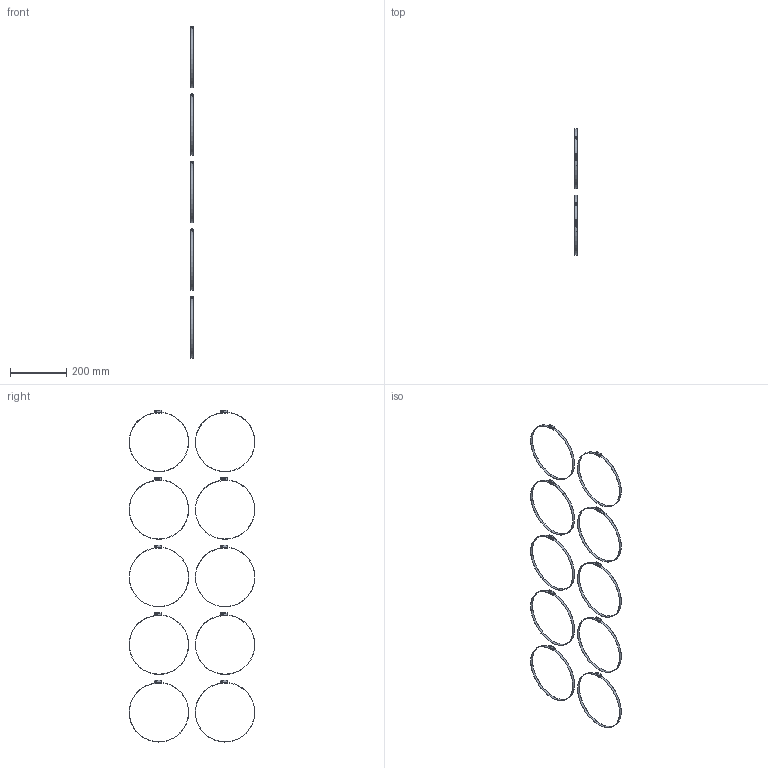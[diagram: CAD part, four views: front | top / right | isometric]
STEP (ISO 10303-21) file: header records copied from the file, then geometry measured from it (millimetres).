
FILE_DESCRIPTION(/* description */ (''),/* implementation_level */ '2;1');
FILE_NAME(/* name */ '96500210_MH S 190-210.stp',/* time_stamp */ '2021-09-29T14:21:19+02:00',/* author */ ('luedemann'),/* organization */ (''),/* preprocessor_version */ 'ST-DEVELOPER v17',/* originating_system */ 'Autodesk Inventor 2019',/* authorisation */ '');
FILE_SCHEMA (('AUTOMOTIVE_DESIGN { 1 0 10303 214 3 1 1 }'));
Length unit declared in the file: millimetre
Products named in the file (6): 96500210_MH S 190-210; MH S 190-210_3Dsym; MH S 190-210_Band_3Dsym; Schelle-50mm_3D-1; Bauteil 1; Bauteil 1_1
Assembly tree (14 placements, depth 4):
  96500210_MH S 190-210
    MH S 190-210_3Dsym  x10
      MH S 190-210_Band_3Dsym
      Schelle-50mm_3D-1
        Bauteil 1
        Bauteil 1_1
Bounding box: 11.45 x 446.55 x 1179.09 mm (x, y, z)
Volume: 62329.1 mm3; surface area: 149642.3 mm2
Topology: 30 solids, 30 shells, 1920 faces, 5120 edges, 3360 vertices
Faces by surface type: plane 970, bspline 560, cylinder 370, torus 10, cone 10
Full cylindrical faces by diameter (mm): 5 x10, 7 x10, 8 x10
Entity records: 7674 total; most frequent: CARTESIAN_POINT 2911, ORIENTED_EDGE 1024, DIRECTION 805, EDGE_CURVE 512, VERTEX_POINT 336, LINE 307, VECTOR 307, AXIS2_PLACEMENT_3D 249
